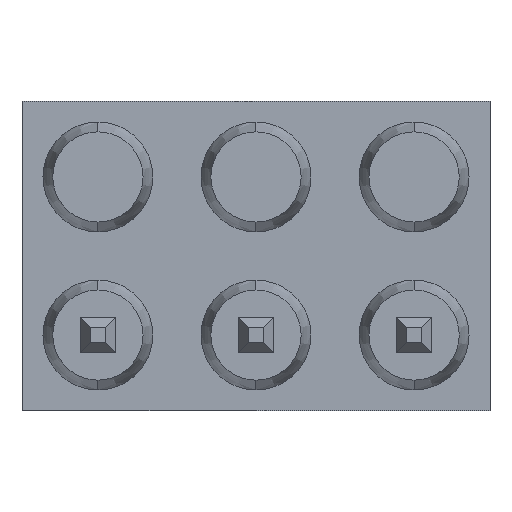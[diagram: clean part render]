
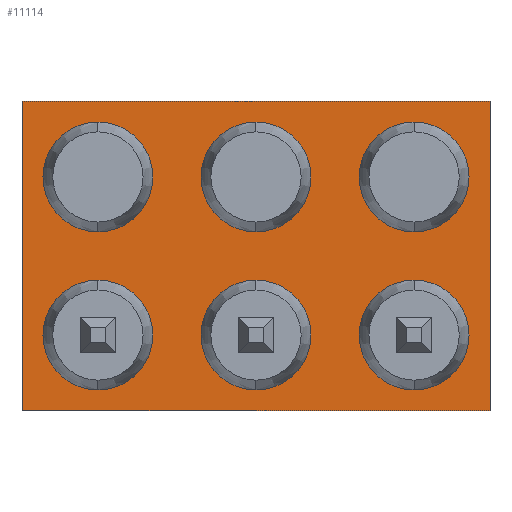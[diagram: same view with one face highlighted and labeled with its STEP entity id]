
A CAD part, front view. The second image highlights one B-rep face of the part: STEP entity #11114.
In plain terms, the highlighted planar face has unit normal (0, -1, 0).
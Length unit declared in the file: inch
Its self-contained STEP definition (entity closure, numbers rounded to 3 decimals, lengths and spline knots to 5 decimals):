
#26 = DIRECTION ( 'NONE',  ( 0., 0., -1. ) ) ;
#120 = VERTEX_POINT ( 'NONE', #11017 ) ;
#159 = FACE_OUTER_BOUND ( 'NONE', #10230, .T. ) ;
#214 = CIRCLE ( 'NONE', #10932, 0.0695 ) ;
#334 = ORIENTED_EDGE ( 'NONE', *, *, #6335, .F. ) ;
#366 = CIRCLE ( 'NONE', #6229, 0.0695 ) ;
#411 = DIRECTION ( 'NONE',  ( 0., 0., 1. ) ) ;
#491 = VERTEX_POINT ( 'NONE', #4598 ) ;
#730 = EDGE_LOOP ( 'NONE', ( #8913, #3936 ) ) ;
#853 = DIRECTION ( 'NONE',  ( 0., -1., 0. ) ) ;
#889 = CARTESIAN_POINT ( 'NONE',  ( 0., 0., 0. ) ) ;
#892 = EDGE_CURVE ( 'NONE', #7670, #9931, #214, .T. ) ;
#983 = CIRCLE ( 'NONE', #6634, 0.0695 ) ;
#1069 = EDGE_LOOP ( 'NONE', ( #5823, #3703 ) ) ;
#1197 = DIRECTION ( 'NONE',  ( 0., 0., -1. ) ) ;
#1366 = CARTESIAN_POINT ( 'NONE',  ( 0.296, 0., -0.2265 ) ) ;
#1413 = ORIENTED_EDGE ( 'NONE', *, *, #9650, .F. ) ;
#1482 = DIRECTION ( 'NONE',  ( 0., 0., -1. ) ) ;
#1526 = DIRECTION ( 'NONE',  ( 0., -1., 0. ) ) ;
#1602 = DIRECTION ( 'NONE',  ( 0., 0., -1. ) ) ;
#1664 = DIRECTION ( 'NONE',  ( 0., -1., 0. ) ) ;
#1714 = CARTESIAN_POINT ( 'NONE',  ( 0.096, 0., -0.2265 ) ) ;
#1751 = CIRCLE ( 'NONE', #8824, 0.0695 ) ;
#1754 = EDGE_CURVE ( 'NONE', #5595, #7417, #7726, .T. ) ;
#1757 = CIRCLE ( 'NONE', #4125, 0.0695 ) ;
#1821 = FACE_BOUND ( 'NONE', #10851, .T. ) ;
#1883 = FACE_BOUND ( 'NONE', #7713, .T. ) ;
#1932 = DIRECTION ( 'NONE',  ( 0., -1., 0. ) ) ;
#2065 = EDGE_CURVE ( 'NONE', #4142, #6631, #2467, .T. ) ;
#2172 = EDGE_CURVE ( 'NONE', #7648, #4787, #1757, .T. ) ;
#2211 = CARTESIAN_POINT ( 'NONE',  ( 0.592, 0., 0. ) ) ;
#2368 = DIRECTION ( 'NONE',  ( 0., -1., 0. ) ) ;
#2388 = EDGE_LOOP ( 'NONE', ( #4986, #334 ) ) ;
#2395 = AXIS2_PLACEMENT_3D ( 'NONE', #8661, #3597, #1602 ) ;
#2467 = CIRCLE ( 'NONE', #6846, 0.0695 ) ;
#2491 = CARTESIAN_POINT ( 'NONE',  ( 0.096, 0., -0.296 ) ) ;
#2629 = CIRCLE ( 'NONE', #3733, 0.0695 ) ;
#2737 = CARTESIAN_POINT ( 'NONE',  ( 0.096, 0., -0.096 ) ) ;
#3120 = CARTESIAN_POINT ( 'NONE',  ( 0.296, 0., -0.096 ) ) ;
#3148 = CARTESIAN_POINT ( 'NONE',  ( 0., 0., -0.392 ) ) ;
#3154 = ORIENTED_EDGE ( 'NONE', *, *, #5194, .F. ) ;
#3298 = CARTESIAN_POINT ( 'NONE',  ( 0.496, 0., -0.0265 ) ) ;
#3345 = VECTOR ( 'NONE', #10352, 39.37008 ) ;
#3387 = AXIS2_PLACEMENT_3D ( 'NONE', #4823, #9839, #1197 ) ;
#3597 = DIRECTION ( 'NONE',  ( 0., -1., 0. ) ) ;
#3703 = ORIENTED_EDGE ( 'NONE', *, *, #1754, .F. ) ;
#3733 = AXIS2_PLACEMENT_3D ( 'NONE', #3120, #1526, #6659 ) ;
#3936 = ORIENTED_EDGE ( 'NONE', *, *, #11250, .F. ) ;
#4073 = EDGE_CURVE ( 'NONE', #4623, #4637, #6530, .T. ) ;
#4125 = AXIS2_PLACEMENT_3D ( 'NONE', #8663, #1932, #4526 ) ;
#4139 = EDGE_CURVE ( 'NONE', #4365, #491, #9634, .T. ) ;
#4142 = VERTEX_POINT ( 'NONE', #3298 ) ;
#4307 = FACE_BOUND ( 'NONE', #6580, .T. ) ;
#4338 = VERTEX_POINT ( 'NONE', #3148 ) ;
#4354 = LINE ( 'NONE', #889, #4753 ) ;
#4365 = VERTEX_POINT ( 'NONE', #7443 ) ;
#4474 = AXIS2_PLACEMENT_3D ( 'NONE', #10405, #853, #6224 ) ;
#4526 = DIRECTION ( 'NONE',  ( 0., 0., -1. ) ) ;
#4598 = CARTESIAN_POINT ( 'NONE',  ( 0.096, 0., -0.1655 ) ) ;
#4623 = VERTEX_POINT ( 'NONE', #8262 ) ;
#4637 = VERTEX_POINT ( 'NONE', #2211 ) ;
#4656 = VECTOR ( 'NONE', #411, 39.37008 ) ;
#4738 = EDGE_CURVE ( 'NONE', #6631, #4142, #9295, .T. ) ;
#4746 = ORIENTED_EDGE ( 'NONE', *, *, #4738, .F. ) ;
#4753 = VECTOR ( 'NONE', #6995, 39.37008 ) ;
#4767 = AXIS2_PLACEMENT_3D ( 'NONE', #2737, #6244, #7591 ) ;
#4787 = VERTEX_POINT ( 'NONE', #8866 ) ;
#4823 = CARTESIAN_POINT ( 'NONE',  ( 0.496, 0., -0.296 ) ) ;
#4974 = ORIENTED_EDGE ( 'NONE', *, *, #7479, .F. ) ;
#4986 = ORIENTED_EDGE ( 'NONE', *, *, #892, .F. ) ;
#4996 = LINE ( 'NONE', #7615, #3345 ) ;
#5162 = DIRECTION ( 'NONE',  ( 0., 0., -1. ) ) ;
#5194 = EDGE_CURVE ( 'NONE', #4338, #9214, #10875, .T. ) ;
#5246 = CARTESIAN_POINT ( 'NONE',  ( 0.096, 0., -0.096 ) ) ;
#5273 = EDGE_CURVE ( 'NONE', #6183, #120, #983, .T. ) ;
#5404 = DIRECTION ( 'NONE',  ( 0., 0., -1. ) ) ;
#5595 = VERTEX_POINT ( 'NONE', #10621 ) ;
#5823 = ORIENTED_EDGE ( 'NONE', *, *, #6961, .F. ) ;
#5866 = VECTOR ( 'NONE', #10775, 39.37008 ) ;
#6103 = DIRECTION ( 'NONE',  ( 0., 0., -1. ) ) ;
#6164 = ORIENTED_EDGE ( 'NONE', *, *, #4139, .F. ) ;
#6171 = CARTESIAN_POINT ( 'NONE',  ( 0.496, 0., -0.296 ) ) ;
#6183 = VERTEX_POINT ( 'NONE', #10123 ) ;
#6224 = DIRECTION ( 'NONE',  ( 0., 0., -1. ) ) ;
#6229 = AXIS2_PLACEMENT_3D ( 'NONE', #5246, #6954, #5404 ) ;
#6244 = DIRECTION ( 'NONE',  ( 0., -1., 0. ) ) ;
#6335 = EDGE_CURVE ( 'NONE', #9931, #7670, #1751, .T. ) ;
#6339 = ORIENTED_EDGE ( 'NONE', *, *, #4073, .T. ) ;
#6372 = CIRCLE ( 'NONE', #7259, 0.0695 ) ;
#6530 = LINE ( 'NONE', #7369, #5866 ) ;
#6580 = EDGE_LOOP ( 'NONE', ( #10572, #4746 ) ) ;
#6631 = VERTEX_POINT ( 'NONE', #7284 ) ;
#6634 = AXIS2_PLACEMENT_3D ( 'NONE', #9418, #9361, #26 ) ;
#6659 = DIRECTION ( 'NONE',  ( 0., 0., -1. ) ) ;
#6746 = ORIENTED_EDGE ( 'NONE', *, *, #2172, .F. ) ;
#6832 = ORIENTED_EDGE ( 'NONE', *, *, #6955, .F. ) ;
#6846 = AXIS2_PLACEMENT_3D ( 'NONE', #7613, #10066, #1482 ) ;
#6954 = DIRECTION ( 'NONE',  ( 0., -1., 0. ) ) ;
#6955 = EDGE_CURVE ( 'NONE', #9214, #4637, #4354, .T. ) ;
#6961 = EDGE_CURVE ( 'NONE', #7417, #5595, #6372, .T. ) ;
#6995 = DIRECTION ( 'NONE',  ( 1., 0., 0. ) ) ;
#7259 = AXIS2_PLACEMENT_3D ( 'NONE', #6171, #10458, #10343 ) ;
#7284 = CARTESIAN_POINT ( 'NONE',  ( 0.496, 0., -0.1655 ) ) ;
#7369 = CARTESIAN_POINT ( 'NONE',  ( 0.592, 0., -0.392 ) ) ;
#7417 = VERTEX_POINT ( 'NONE', #9671 ) ;
#7443 = CARTESIAN_POINT ( 'NONE',  ( 0.096, 0., -0.0265 ) ) ;
#7479 = EDGE_CURVE ( 'NONE', #491, #4365, #366, .T. ) ;
#7591 = DIRECTION ( 'NONE',  ( 0., 0., -1. ) ) ;
#7613 = CARTESIAN_POINT ( 'NONE',  ( 0.496, 0., -0.096 ) ) ;
#7615 = CARTESIAN_POINT ( 'NONE',  ( 0., 0., -0.392 ) ) ;
#7648 = VERTEX_POINT ( 'NONE', #1366 ) ;
#7670 = VERTEX_POINT ( 'NONE', #1714 ) ;
#7711 = AXIS2_PLACEMENT_3D ( 'NONE', #9451, #1664, #11222 ) ;
#7713 = EDGE_LOOP ( 'NONE', ( #6164, #4974 ) ) ;
#7726 = CIRCLE ( 'NONE', #3387, 0.0695 ) ;
#7756 = PLANE ( 'NONE',  #4474 ) ;
#7896 = CARTESIAN_POINT ( 'NONE',  ( 0.096, 0., -0.3655 ) ) ;
#7965 = FACE_BOUND ( 'NONE', #2388, .T. ) ;
#8052 = EDGE_CURVE ( 'NONE', #4338, #4623, #4996, .T. ) ;
#8234 = CARTESIAN_POINT ( 'NONE',  ( 0., 0., -0.392 ) ) ;
#8262 = CARTESIAN_POINT ( 'NONE',  ( 0.592, 0., -0.392 ) ) ;
#8263 = CIRCLE ( 'NONE', #7711, 0.0695 ) ;
#8661 = CARTESIAN_POINT ( 'NONE',  ( 0.496, 0., -0.096 ) ) ;
#8663 = CARTESIAN_POINT ( 'NONE',  ( 0.296, 0., -0.296 ) ) ;
#8824 = AXIS2_PLACEMENT_3D ( 'NONE', #9637, #9696, #5162 ) ;
#8866 = CARTESIAN_POINT ( 'NONE',  ( 0.296, 0., -0.3655 ) ) ;
#8913 = ORIENTED_EDGE ( 'NONE', *, *, #5273, .F. ) ;
#9022 = ORIENTED_EDGE ( 'NONE', *, *, #8052, .T. ) ;
#9214 = VERTEX_POINT ( 'NONE', #9387 ) ;
#9295 = CIRCLE ( 'NONE', #2395, 0.0695 ) ;
#9341 = FACE_BOUND ( 'NONE', #730, .T. ) ;
#9361 = DIRECTION ( 'NONE',  ( 0., -1., 0. ) ) ;
#9387 = CARTESIAN_POINT ( 'NONE',  ( 0., 0., 0. ) ) ;
#9418 = CARTESIAN_POINT ( 'NONE',  ( 0.296, 0., -0.096 ) ) ;
#9451 = CARTESIAN_POINT ( 'NONE',  ( 0.296, 0., -0.296 ) ) ;
#9608 = FACE_BOUND ( 'NONE', #1069, .T. ) ;
#9634 = CIRCLE ( 'NONE', #4767, 0.0695 ) ;
#9637 = CARTESIAN_POINT ( 'NONE',  ( 0.096, 0., -0.296 ) ) ;
#9650 = EDGE_CURVE ( 'NONE', #4787, #7648, #8263, .T. ) ;
#9671 = CARTESIAN_POINT ( 'NONE',  ( 0.496, 0., -0.2265 ) ) ;
#9696 = DIRECTION ( 'NONE',  ( 0., -1., 0. ) ) ;
#9839 = DIRECTION ( 'NONE',  ( 0., -1., 0. ) ) ;
#9931 = VERTEX_POINT ( 'NONE', #7896 ) ;
#10066 = DIRECTION ( 'NONE',  ( 0., -1., 0. ) ) ;
#10123 = CARTESIAN_POINT ( 'NONE',  ( 0.296, 0., -0.0265 ) ) ;
#10230 = EDGE_LOOP ( 'NONE', ( #6832, #3154, #9022, #6339 ) ) ;
#10343 = DIRECTION ( 'NONE',  ( 0., 0., -1. ) ) ;
#10352 = DIRECTION ( 'NONE',  ( 1., 0., 0. ) ) ;
#10405 = CARTESIAN_POINT ( 'NONE',  ( 0., 0., -0.392 ) ) ;
#10458 = DIRECTION ( 'NONE',  ( 0., -1., 0. ) ) ;
#10572 = ORIENTED_EDGE ( 'NONE', *, *, #2065, .F. ) ;
#10621 = CARTESIAN_POINT ( 'NONE',  ( 0.496, 0., -0.3655 ) ) ;
#10775 = DIRECTION ( 'NONE',  ( 0., 0., 1. ) ) ;
#10851 = EDGE_LOOP ( 'NONE', ( #6746, #1413 ) ) ;
#10875 = LINE ( 'NONE', #8234, #4656 ) ;
#10932 = AXIS2_PLACEMENT_3D ( 'NONE', #2491, #2368, #6103 ) ;
#11017 = CARTESIAN_POINT ( 'NONE',  ( 0.296, 0., -0.1655 ) ) ;
#11114 = ADVANCED_FACE ( 'NONE', ( #9341, #9608, #7965, #159, #1821, #4307, #1883 ), #7756, .T. ) ;
#11222 = DIRECTION ( 'NONE',  ( 0., 0., -1. ) ) ;
#11250 = EDGE_CURVE ( 'NONE', #120, #6183, #2629, .T. ) ;
